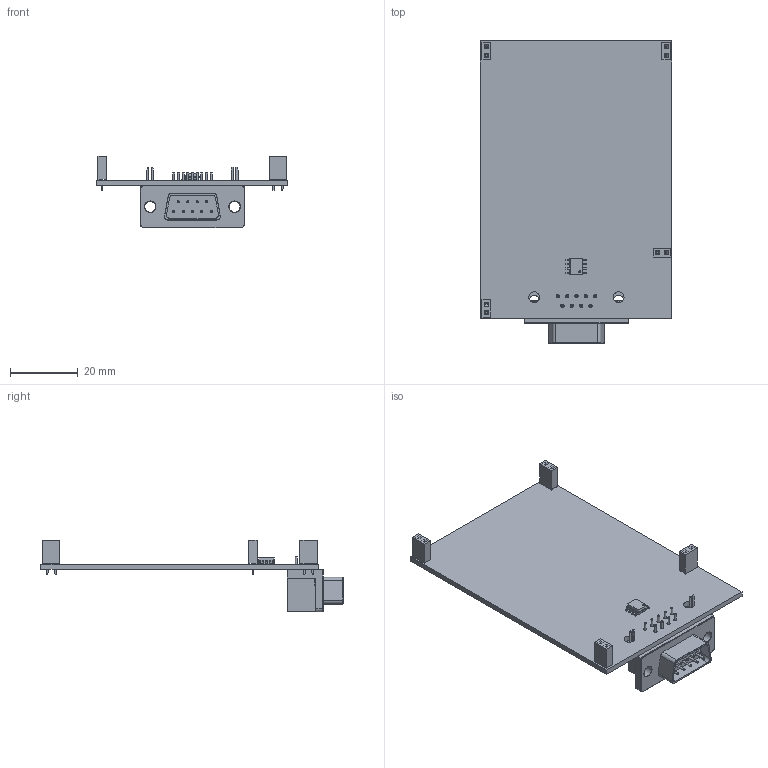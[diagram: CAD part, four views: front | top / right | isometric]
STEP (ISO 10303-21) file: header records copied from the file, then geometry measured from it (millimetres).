
FILE_DESCRIPTION(('KiCad electronic assembly'),'2;1');
FILE_NAME('test.step','2020-02-19T17:36:57',('An Author'),('A Company'), 'Open CASCADE STEP processor 6.9','KiCad to STEP converter','Unknown' );
FILE_SCHEMA(('AUTOMOTIVE_DESIGN { 1 0 10303 214 1 1 1 1 }'));
Length unit declared in the file: millimetre
Products named in the file (8): Open CASCADE STEP translator 6.9 1; DSUB-9_Male_Horizontal_P2.77x2.84mm_EdgePinOffset4.94mm_Housed_
MountingHolesOffset7.48mm; SOLID; SOIC-8_3.9x4.9mm_P1.27mm; PinSocket_1x02_P2.54mm_Vertical; COMPOUND
Assembly tree (10 placements, depth 3):
  Open CASCADE STEP translator 6.9 1
    DSUB-9_Male_Horizontal_P2.77x2.84mm_EdgePinOffset4.94mm_Housed_
MountingHolesOffset7.48mm
      SOLID
    SOIC-8_3.9x4.9mm_P1.27mm
      SOLID
    PinSocket_1x02_P2.54mm_Vertical  x4
      SOLID
    COMPOUND
Bounding box: 56.74 x 89.49 x 21.2 mm (x, y, z)
Volume: 11284.9 mm3; surface area: 13171.5 mm2
Topology: 7 solids, 8 shells, 650 faces, 1637 edges, 1046 vertices
Faces by surface type: plane 476, cylinder 110, bspline 32, torus 24, cone 4, revolution 4
Full cylindrical faces by diameter (mm): 0.6 x1, 0.64 x27, 1 x17, 3.2 x4, 4 x2
Entity records: 30630 total; most frequent: CARTESIAN_POINT 5486, DIRECTION 4167, LINE 2659, VECTOR 2659, ORIENTED_EDGE 2170, PCURVE 2170, DEFINITIONAL_REPRESENTATION 2170, EDGE_CURVE 1085
